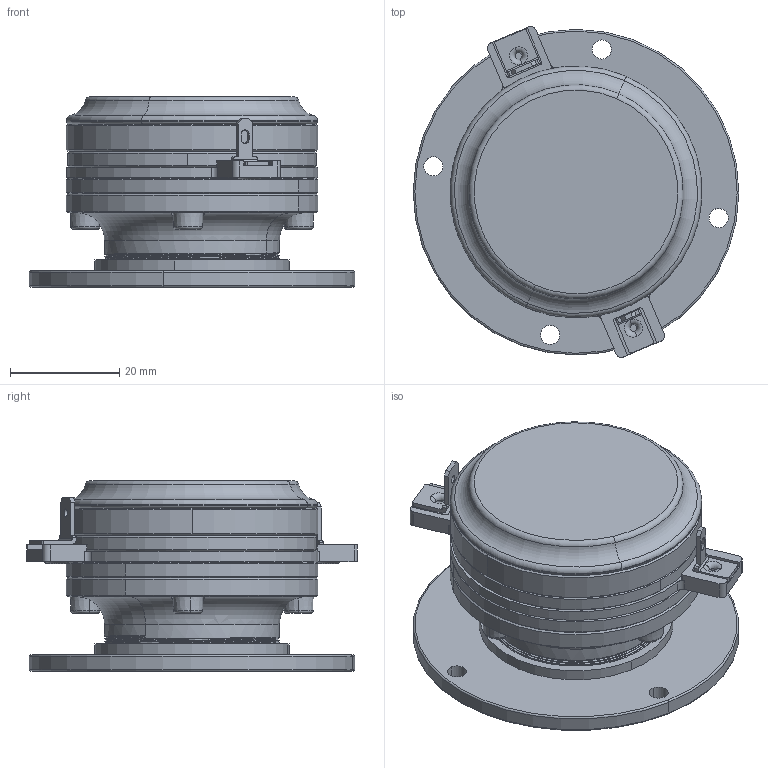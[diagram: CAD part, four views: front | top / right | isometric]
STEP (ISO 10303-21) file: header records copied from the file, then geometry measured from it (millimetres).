
FILE_DESCRIPTION (( 'STEP AP203' ), '1' );
FILE_NAME ('123.STEP', '2020-07-25T06:07:02', ( 'rfc' ), ( '' ), 'SwSTEP 2.0', 'SolidWorks 2020', '' );
FILE_SCHEMA (( 'CONFIG_CONTROL_DESIGN' ));
Length unit declared in the file: millimetre
Products named in the file (1): 123
Bounding box: 59.5 x 60.47 x 34.83 mm (x, y, z)
Surface area: 21660.8 mm2 (no closed solid volume)
Topology: 0 solids, 18 shells, 275 faces, 1028 edges, 764 vertices
Faces by surface type: cylinder 111, plane 83, torus 36, cone 35, bspline 8, sphere 2
Entity records: 13336 total; most frequent: CARTESIAN_POINT 4884, DIRECTION 1700, ORIENTED_EDGE 1619, EDGE_CURVE 1028, VERTEX_POINT 764, AXIS2_PLACEMENT_3D 643, LINE 414, VECTOR 414
